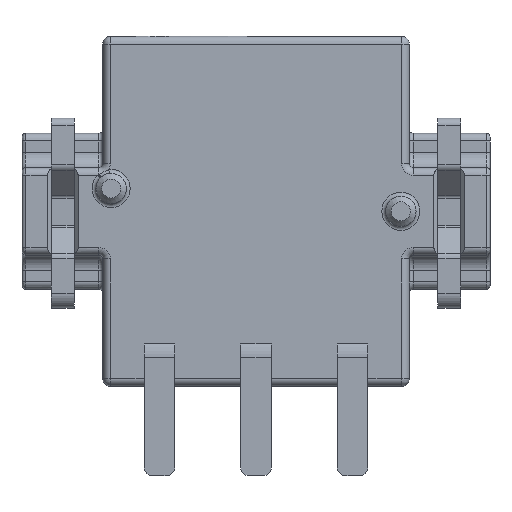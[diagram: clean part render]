
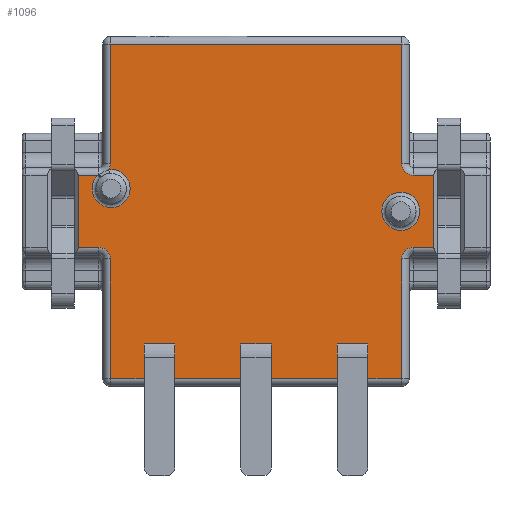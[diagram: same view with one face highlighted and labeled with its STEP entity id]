
A CAD part, front view. The second image highlights one B-rep face of the part: STEP entity #1096.
In plain terms, the highlighted planar face has unit normal (0, -1, 0).
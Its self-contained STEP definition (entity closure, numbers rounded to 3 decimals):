
#1096=ADVANCED_FACE('',(#2348,#2349),#1399,.F.);
#1399=PLANE('',#5690);
#1514=LINE('',#7870,#1931);
#1515=LINE('',#7873,#1932);
#1516=LINE('',#7875,#1933);
#1517=LINE('',#7879,#1934);
#1518=LINE('',#7881,#1935);
#1519=LINE('',#7883,#1936);
#1520=LINE('',#7885,#1937);
#1521=LINE('',#7887,#1938);
#1522=LINE('',#7889,#1939);
#1523=LINE('',#7891,#1940);
#1524=LINE('',#7893,#1941);
#1525=LINE('',#7895,#1942);
#1526=LINE('',#7897,#1943);
#1527=LINE('',#7899,#1944);
#1528=LINE('',#7901,#1945);
#1529=LINE('',#7903,#1946);
#1530=LINE('',#7905,#1947);
#1531=LINE('',#7907,#1948);
#1532=LINE('',#7911,#1949);
#1533=LINE('',#7913,#1950);
#1534=LINE('',#7915,#1951);
#1535=LINE('',#7919,#1952);
#1536=LINE('',#7921,#1953);
#1537=LINE('',#7923,#1954);
#1931=VECTOR('',#6276,1.);
#1932=VECTOR('',#6277,1.);
#1933=VECTOR('',#6278,1.);
#1934=VECTOR('',#6281,1.);
#1935=VECTOR('',#6282,1.);
#1936=VECTOR('',#6283,1.);
#1937=VECTOR('',#6284,1.);
#1938=VECTOR('',#6285,1.);
#1939=VECTOR('',#6286,1.);
#1940=VECTOR('',#6287,1.);
#1941=VECTOR('',#6288,1.);
#1942=VECTOR('',#6289,1.);
#1943=VECTOR('',#6290,1.);
#1944=VECTOR('',#6291,1.);
#1945=VECTOR('',#6292,1.);
#1946=VECTOR('',#6293,1.);
#1947=VECTOR('',#6294,1.);
#1948=VECTOR('',#6295,1.);
#1949=VECTOR('',#6298,1.);
#1950=VECTOR('',#6299,1.);
#1951=VECTOR('',#6300,1.);
#1952=VECTOR('',#6303,1.);
#1953=VECTOR('',#6304,1.);
#1954=VECTOR('',#6305,1.);
#2348=FACE_BOUND('',#2364,.T.);
#2349=FACE_BOUND('',#2365,.T.);
#2364=EDGE_LOOP('',(#2676));
#2365=EDGE_LOOP('',(#2677,#2678,#2679,#2680,#2681,#2682,#2683,#2684,#2685,
#2686,#2687,#2688,#2689,#2690,#2691,#2692,#2693,#2694,#2695,#2696,#2697,
#2698,#2699,#2700,#2701,#2702,#2703,#2704,#2705));
#2676=ORIENTED_EDGE('',*,*,#4639,.T.);
#2677=ORIENTED_EDGE('',*,*,#4640,.T.);
#2678=ORIENTED_EDGE('',*,*,#4641,.T.);
#2679=ORIENTED_EDGE('',*,*,#4642,.T.);
#2680=ORIENTED_EDGE('',*,*,#4643,.T.);
#2681=ORIENTED_EDGE('',*,*,#4644,.T.);
#2682=ORIENTED_EDGE('',*,*,#4645,.T.);
#2683=ORIENTED_EDGE('',*,*,#4646,.T.);
#2684=ORIENTED_EDGE('',*,*,#4647,.F.);
#2685=ORIENTED_EDGE('',*,*,#4648,.F.);
#2686=ORIENTED_EDGE('',*,*,#4649,.T.);
#2687=ORIENTED_EDGE('',*,*,#4650,.T.);
#2688=ORIENTED_EDGE('',*,*,#4651,.F.);
#2689=ORIENTED_EDGE('',*,*,#4652,.F.);
#2690=ORIENTED_EDGE('',*,*,#4653,.T.);
#2691=ORIENTED_EDGE('',*,*,#4654,.T.);
#2692=ORIENTED_EDGE('',*,*,#4655,.F.);
#2693=ORIENTED_EDGE('',*,*,#4656,.F.);
#2694=ORIENTED_EDGE('',*,*,#4657,.T.);
#2695=ORIENTED_EDGE('',*,*,#4658,.T.);
#2696=ORIENTED_EDGE('',*,*,#4659,.T.);
#2697=ORIENTED_EDGE('',*,*,#4660,.T.);
#2698=ORIENTED_EDGE('',*,*,#4661,.T.);
#2699=ORIENTED_EDGE('',*,*,#4662,.T.);
#2700=ORIENTED_EDGE('',*,*,#4663,.T.);
#2701=ORIENTED_EDGE('',*,*,#4664,.T.);
#2702=ORIENTED_EDGE('',*,*,#4665,.T.);
#2703=ORIENTED_EDGE('',*,*,#4666,.T.);
#2704=ORIENTED_EDGE('',*,*,#4667,.T.);
#2705=ORIENTED_EDGE('',*,*,#4668,.T.);
#4182=VERTEX_POINT('',#7869);
#4183=VERTEX_POINT('',#7871);
#4184=VERTEX_POINT('',#7872);
#4185=VERTEX_POINT('',#7874);
#4186=VERTEX_POINT('',#7876);
#4187=VERTEX_POINT('',#7878);
#4188=VERTEX_POINT('',#7880);
#4189=VERTEX_POINT('',#7882);
#4190=VERTEX_POINT('',#7884);
#4191=VERTEX_POINT('',#7886);
#4192=VERTEX_POINT('',#7888);
#4193=VERTEX_POINT('',#7890);
#4194=VERTEX_POINT('',#7892);
#4195=VERTEX_POINT('',#7894);
#4196=VERTEX_POINT('',#7896);
#4197=VERTEX_POINT('',#7898);
#4198=VERTEX_POINT('',#7900);
#4199=VERTEX_POINT('',#7902);
#4200=VERTEX_POINT('',#7904);
#4201=VERTEX_POINT('',#7906);
#4202=VERTEX_POINT('',#7908);
#4203=VERTEX_POINT('',#7910);
#4204=VERTEX_POINT('',#7912);
#4205=VERTEX_POINT('',#7914);
#4206=VERTEX_POINT('',#7916);
#4207=VERTEX_POINT('',#7918);
#4208=VERTEX_POINT('',#7920);
#4209=VERTEX_POINT('',#7922);
#4210=VERTEX_POINT('',#7924);
#4211=VERTEX_POINT('',#7926);
#4639=EDGE_CURVE('',#4182,#4182,#5392,.T.);
#4640=EDGE_CURVE('',#4183,#4184,#1514,.T.);
#4641=EDGE_CURVE('',#4184,#4185,#1515,.T.);
#4642=EDGE_CURVE('',#4185,#4186,#1516,.T.);
#4643=EDGE_CURVE('',#4186,#4187,#5393,.T.);
#4644=EDGE_CURVE('',#4187,#4188,#1517,.T.);
#4645=EDGE_CURVE('',#4188,#4189,#1518,.T.);
#4646=EDGE_CURVE('',#4189,#4190,#1519,.T.);
#4647=EDGE_CURVE('',#4191,#4190,#1520,.T.);
#4648=EDGE_CURVE('',#4192,#4191,#1521,.T.);
#4649=EDGE_CURVE('',#4192,#4193,#1522,.T.);
#4650=EDGE_CURVE('',#4193,#4194,#1523,.T.);
#4651=EDGE_CURVE('',#4195,#4194,#1524,.T.);
#4652=EDGE_CURVE('',#4196,#4195,#1525,.T.);
#4653=EDGE_CURVE('',#4196,#4197,#1526,.T.);
#4654=EDGE_CURVE('',#4197,#4198,#1527,.T.);
#4655=EDGE_CURVE('',#4199,#4198,#1528,.T.);
#4656=EDGE_CURVE('',#4200,#4199,#1529,.T.);
#4657=EDGE_CURVE('',#4200,#4201,#1530,.T.);
#4658=EDGE_CURVE('',#4201,#4202,#1531,.T.);
#4659=EDGE_CURVE('',#4202,#4203,#5394,.T.);
#4660=EDGE_CURVE('',#4203,#4204,#1532,.T.);
#4661=EDGE_CURVE('',#4204,#4205,#1533,.T.);
#4662=EDGE_CURVE('',#4205,#4206,#1534,.T.);
#4663=EDGE_CURVE('',#4206,#4207,#5395,.T.);
#4664=EDGE_CURVE('',#4207,#4208,#1535,.T.);
#4665=EDGE_CURVE('',#4208,#4209,#1536,.T.);
#4666=EDGE_CURVE('',#4209,#4210,#1537,.T.);
#4667=EDGE_CURVE('',#4210,#4211,#5396,.T.);
#4668=EDGE_CURVE('',#4211,#4183,#5397,.T.);
#5392=CIRCLE('',#5684,0.5);
#5393=CIRCLE('',#5685,0.3);
#5394=CIRCLE('',#5686,0.3);
#5395=CIRCLE('',#5687,0.3);
#5396=CIRCLE('',#5688,0.3);
#5397=CIRCLE('',#5689,0.5);
#5684=AXIS2_PLACEMENT_3D('',#7868,#6274,#6275);
#5685=AXIS2_PLACEMENT_3D('',#7877,#6279,#6280);
#5686=AXIS2_PLACEMENT_3D('',#7909,#6296,#6297);
#5687=AXIS2_PLACEMENT_3D('',#7917,#6301,#6302);
#5688=AXIS2_PLACEMENT_3D('',#7925,#6306,#6307);
#5689=AXIS2_PLACEMENT_3D('',#7927,#6308,#6309);
#5690=AXIS2_PLACEMENT_3D('',#7928,#6310,#6311);
#6274=DIRECTION('',(0.,1.,0.));
#6275=DIRECTION('',(0.,0.,1.));
#6276=DIRECTION('',(-1.,0.,0.));
#6277=DIRECTION('',(0.,0.,-1.));
#6278=DIRECTION('',(1.,0.,0.));
#6279=DIRECTION('',(0.,1.,0.));
#6280=DIRECTION('',(0.,0.,1.));
#6281=DIRECTION('',(0.,0.,-1.));
#6282=DIRECTION('',(1.,0.,0.));
#6283=DIRECTION('',(0.,0.,1.));
#6284=DIRECTION('',(-1.,0.,0.));
#6285=DIRECTION('',(0.,0.,1.));
#6286=DIRECTION('',(1.,0.,0.));
#6287=DIRECTION('',(0.,0.,1.));
#6288=DIRECTION('',(-1.,0.,0.));
#6289=DIRECTION('',(0.,0.,1.));
#6290=DIRECTION('',(1.,0.,0.));
#6291=DIRECTION('',(0.,0.,1.));
#6292=DIRECTION('',(-1.,0.,0.));
#6293=DIRECTION('',(0.,0.,1.));
#6294=DIRECTION('',(1.,0.,0.));
#6295=DIRECTION('',(0.,0.,1.));
#6296=DIRECTION('',(0.,1.,0.));
#6297=DIRECTION('',(0.,0.,-1.));
#6298=DIRECTION('',(1.,0.,0.));
#6299=DIRECTION('',(0.,0.,1.));
#6300=DIRECTION('',(-1.,0.,0.));
#6301=DIRECTION('',(0.,1.,0.));
#6302=DIRECTION('',(0.,0.,-1.));
#6303=DIRECTION('',(0.,0.,1.));
#6304=DIRECTION('',(-1.,0.,0.));
#6305=DIRECTION('',(0.,0.,-1.));
#6306=DIRECTION('',(0.,1.,0.));
#6307=DIRECTION('',(0.,0.,1.));
#6308=DIRECTION('',(0.,1.,0.));
#6309=DIRECTION('',(0.,0.,1.));
#6310=DIRECTION('',(0.,1.,0.));
#6311=DIRECTION('',(0.,0.,1.));
#7868=CARTESIAN_POINT('',(6.35,-2.45,-4.6));
#7869=CARTESIAN_POINT('',(6.35,-2.45,-4.1));
#7870=CARTESIAN_POINT('',(-1.49,-2.45,-3.65));
#7871=CARTESIAN_POINT('',(-1.627,-2.45,-3.65));
#7872=CARTESIAN_POINT('',(-2.14,-2.45,-3.65));
#7873=CARTESIAN_POINT('',(-2.14,-2.45,-5.55));
#7874=CARTESIAN_POINT('',(-2.14,-2.45,-5.55));
#7875=CARTESIAN_POINT('',(-1.49,-2.45,-5.55));
#7876=CARTESIAN_POINT('',(-1.59,-2.45,-5.55));
#7877=CARTESIAN_POINT('',(-1.59,-2.45,-5.85));
#7878=CARTESIAN_POINT('',(-1.29,-2.45,-5.85));
#7879=CARTESIAN_POINT('',(-1.29,-2.45,-9.));
#7880=CARTESIAN_POINT('',(-1.29,-2.45,-9.));
#7881=CARTESIAN_POINT('',(-1.49,-2.45,-9.));
#7882=CARTESIAN_POINT('',(-0.4,-2.45,-9.));
#7883=CARTESIAN_POINT('',(-0.4,-2.45,-9.));
#7884=CARTESIAN_POINT('',(-0.4,-2.45,-8.089));
#7885=CARTESIAN_POINT('',(0.4,-2.45,-8.089));
#7886=CARTESIAN_POINT('',(0.4,-2.45,-8.089));
#7887=CARTESIAN_POINT('',(0.4,-2.45,-9.));
#7888=CARTESIAN_POINT('',(0.4,-2.45,-9.));
#7889=CARTESIAN_POINT('',(1.27,-2.45,-9.));
#7890=CARTESIAN_POINT('',(2.14,-2.45,-9.));
#7891=CARTESIAN_POINT('',(2.14,-2.45,-9.));
#7892=CARTESIAN_POINT('',(2.14,-2.45,-8.089));
#7893=CARTESIAN_POINT('',(2.94,-2.45,-8.089));
#7894=CARTESIAN_POINT('',(2.94,-2.45,-8.089));
#7895=CARTESIAN_POINT('',(2.94,-2.45,-9.));
#7896=CARTESIAN_POINT('',(2.94,-2.45,-9.));
#7897=CARTESIAN_POINT('',(3.81,-2.45,-9.));
#7898=CARTESIAN_POINT('',(4.68,-2.45,-9.));
#7899=CARTESIAN_POINT('',(4.68,-2.45,-9.));
#7900=CARTESIAN_POINT('',(4.68,-2.45,-8.089));
#7901=CARTESIAN_POINT('',(5.48,-2.45,-8.089));
#7902=CARTESIAN_POINT('',(5.48,-2.45,-8.089));
#7903=CARTESIAN_POINT('',(5.48,-2.45,-9.));
#7904=CARTESIAN_POINT('',(5.48,-2.45,-9.));
#7905=CARTESIAN_POINT('',(6.35,-2.45,-9.));
#7906=CARTESIAN_POINT('',(6.37,-2.45,-9.));
#7907=CARTESIAN_POINT('',(6.37,-2.45,-5.85));
#7908=CARTESIAN_POINT('',(6.37,-2.45,-5.85));
#7909=CARTESIAN_POINT('',(6.67,-2.45,-5.85));
#7910=CARTESIAN_POINT('',(6.67,-2.45,-5.55));
#7911=CARTESIAN_POINT('',(8.695,-2.45,-5.55));
#7912=CARTESIAN_POINT('',(7.22,-2.45,-5.55));
#7913=CARTESIAN_POINT('',(7.22,-2.45,-9.));
#7914=CARTESIAN_POINT('',(7.22,-2.45,-3.65));
#7915=CARTESIAN_POINT('',(6.67,-2.45,-3.65));
#7916=CARTESIAN_POINT('',(6.67,-2.45,-3.65));
#7917=CARTESIAN_POINT('',(6.67,-2.45,-3.35));
#7918=CARTESIAN_POINT('',(6.37,-2.45,-3.35));
#7919=CARTESIAN_POINT('',(6.37,-2.45,-0.2));
#7920=CARTESIAN_POINT('',(6.37,-2.45,-0.2));
#7921=CARTESIAN_POINT('',(-1.49,-2.45,-0.2));
#7922=CARTESIAN_POINT('',(-1.29,-2.45,-0.2));
#7923=CARTESIAN_POINT('',(-1.29,-2.45,-3.35));
#7924=CARTESIAN_POINT('',(-1.29,-2.45,-3.35));
#7925=CARTESIAN_POINT('',(-1.59,-2.45,-3.35));
#7926=CARTESIAN_POINT('',(-1.332,-2.45,-3.504));
#7927=CARTESIAN_POINT('',(-1.27,-2.45,-4.));
#7928=CARTESIAN_POINT('',(-1.49,-2.45,-9.));
